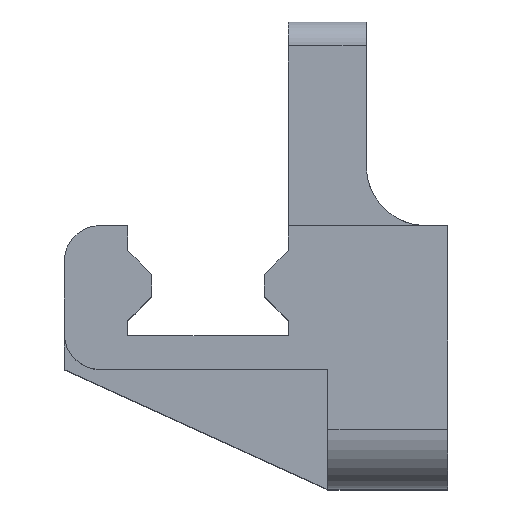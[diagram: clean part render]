
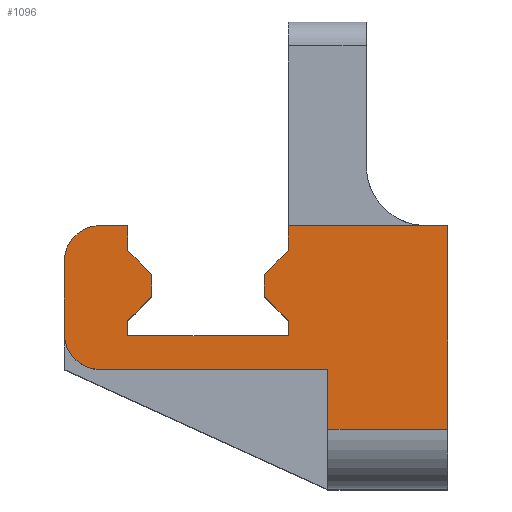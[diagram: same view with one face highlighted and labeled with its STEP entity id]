
A CAD part, top view. The second image highlights one B-rep face of the part: STEP entity #1096.
In plain terms, the highlighted planar face has unit normal (0, 0, 1).
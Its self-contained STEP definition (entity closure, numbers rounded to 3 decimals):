
#46=PLANE('',#1187);
#87=FACE_OUTER_BOUND('',#148,.T.);
#148=EDGE_LOOP('',(#847,#848,#849,#850,#851,#852,#853,#854,#855,#856,#857,
#858,#859,#860,#861,#862,#863,#864,#865,#866));
#209=LINE('',#1601,#332);
#232=LINE('',#1655,#355);
#252=LINE('',#1708,#375);
#254=LINE('',#1712,#377);
#255=LINE('',#1714,#378);
#256=LINE('',#1716,#379);
#257=LINE('',#1718,#380);
#258=LINE('',#1720,#381);
#259=LINE('',#1722,#382);
#260=LINE('',#1724,#383);
#261=LINE('',#1726,#384);
#262=LINE('',#1728,#385);
#263=LINE('',#1730,#386);
#264=LINE('',#1732,#387);
#265=LINE('',#1734,#388);
#266=LINE('',#1736,#389);
#267=LINE('',#1738,#390);
#268=LINE('',#1739,#391);
#332=VECTOR('',#1275,10.);
#355=VECTOR('',#1312,10.);
#375=VECTOR('',#1370,10.);
#377=VECTOR('',#1374,10.);
#378=VECTOR('',#1375,10.);
#379=VECTOR('',#1376,10.);
#380=VECTOR('',#1377,10.);
#381=VECTOR('',#1378,10.);
#382=VECTOR('',#1379,10.);
#383=VECTOR('',#1380,10.);
#384=VECTOR('',#1381,10.);
#385=VECTOR('',#1382,10.);
#386=VECTOR('',#1383,10.);
#387=VECTOR('',#1384,10.);
#388=VECTOR('',#1385,10.);
#389=VECTOR('',#1386,10.);
#390=VECTOR('',#1387,10.);
#391=VECTOR('',#1388,10.);
#443=CIRCLE('',#1158,3.);
#447=CIRCLE('',#1165,3.);
#478=VERTEX_POINT('',#1572);
#479=VERTEX_POINT('',#1573);
#491=VERTEX_POINT('',#1599);
#512=VERTEX_POINT('',#1645);
#515=VERTEX_POINT('',#1653);
#529=VERTEX_POINT('',#1707);
#530=VERTEX_POINT('',#1711);
#531=VERTEX_POINT('',#1713);
#532=VERTEX_POINT('',#1715);
#533=VERTEX_POINT('',#1717);
#534=VERTEX_POINT('',#1719);
#535=VERTEX_POINT('',#1721);
#536=VERTEX_POINT('',#1723);
#537=VERTEX_POINT('',#1725);
#538=VERTEX_POINT('',#1727);
#539=VERTEX_POINT('',#1729);
#540=VERTEX_POINT('',#1731);
#541=VERTEX_POINT('',#1733);
#542=VERTEX_POINT('',#1735);
#543=VERTEX_POINT('',#1737);
#581=EDGE_CURVE('',#478,#479,#443,.T.);
#595=EDGE_CURVE('',#478,#491,#209,.T.);
#617=EDGE_CURVE('',#512,#491,#447,.T.);
#622=EDGE_CURVE('',#512,#515,#232,.T.);
#648=EDGE_CURVE('',#529,#479,#252,.T.);
#650=EDGE_CURVE('',#515,#530,#254,.T.);
#651=EDGE_CURVE('',#531,#530,#255,.T.);
#652=EDGE_CURVE('',#531,#532,#256,.T.);
#653=EDGE_CURVE('',#532,#533,#257,.T.);
#654=EDGE_CURVE('',#533,#534,#258,.T.);
#655=EDGE_CURVE('',#534,#535,#259,.T.);
#656=EDGE_CURVE('',#535,#536,#260,.T.);
#657=EDGE_CURVE('',#536,#537,#261,.T.);
#658=EDGE_CURVE('',#537,#538,#262,.T.);
#659=EDGE_CURVE('',#538,#539,#263,.T.);
#660=EDGE_CURVE('',#539,#540,#264,.T.);
#661=EDGE_CURVE('',#540,#541,#265,.T.);
#662=EDGE_CURVE('',#541,#542,#266,.T.);
#663=EDGE_CURVE('',#542,#543,#267,.T.);
#664=EDGE_CURVE('',#543,#529,#268,.T.);
#847=ORIENTED_EDGE('',*,*,#581,.F.);
#848=ORIENTED_EDGE('',*,*,#595,.T.);
#849=ORIENTED_EDGE('',*,*,#617,.F.);
#850=ORIENTED_EDGE('',*,*,#622,.T.);
#851=ORIENTED_EDGE('',*,*,#650,.T.);
#852=ORIENTED_EDGE('',*,*,#651,.F.);
#853=ORIENTED_EDGE('',*,*,#652,.T.);
#854=ORIENTED_EDGE('',*,*,#653,.T.);
#855=ORIENTED_EDGE('',*,*,#654,.T.);
#856=ORIENTED_EDGE('',*,*,#655,.T.);
#857=ORIENTED_EDGE('',*,*,#656,.T.);
#858=ORIENTED_EDGE('',*,*,#657,.T.);
#859=ORIENTED_EDGE('',*,*,#658,.T.);
#860=ORIENTED_EDGE('',*,*,#659,.T.);
#861=ORIENTED_EDGE('',*,*,#660,.T.);
#862=ORIENTED_EDGE('',*,*,#661,.T.);
#863=ORIENTED_EDGE('',*,*,#662,.T.);
#864=ORIENTED_EDGE('',*,*,#663,.T.);
#865=ORIENTED_EDGE('',*,*,#664,.T.);
#866=ORIENTED_EDGE('',*,*,#648,.T.);
#1096=ADVANCED_FACE('',(#87),#46,.T.);
#1158=AXIS2_PLACEMENT_3D('',#1574,#1257,#1258);
#1165=AXIS2_PLACEMENT_3D('',#1646,#1303,#1304);
#1187=AXIS2_PLACEMENT_3D('',#1710,#1372,#1373);
#1257=DIRECTION('center_axis',(0.,0.,-1.));
#1258=DIRECTION('ref_axis',(-0.707,0.707,0.));
#1275=DIRECTION('',(0.,-1.,0.));
#1303=DIRECTION('center_axis',(0.,0.,-1.));
#1304=DIRECTION('ref_axis',(-0.707,-0.707,0.));
#1312=DIRECTION('',(1.,0.,0.));
#1370=DIRECTION('',(-1.,0.,0.));
#1372=DIRECTION('center_axis',(0.,0.,1.));
#1373=DIRECTION('ref_axis',(1.,0.,0.));
#1374=DIRECTION('',(0.,-1.,0.));
#1375=DIRECTION('',(-1.,0.,0.));
#1376=DIRECTION('',(0.,1.,0.));
#1377=DIRECTION('',(-1.,0.,0.));
#1378=DIRECTION('',(0.,-1.,0.));
#1379=DIRECTION('',(-0.707,-0.707,0.));
#1380=DIRECTION('',(0.,-1.,0.));
#1381=DIRECTION('',(0.707,-0.707,0.));
#1382=DIRECTION('',(0.,-1.,0.));
#1383=DIRECTION('',(-1.,0.,0.));
#1384=DIRECTION('',(0.,1.,0.));
#1385=DIRECTION('',(0.707,0.707,0.));
#1386=DIRECTION('',(0.,1.,0.));
#1387=DIRECTION('',(-0.707,0.707,0.));
#1388=DIRECTION('',(0.,1.,0.));
#1572=CARTESIAN_POINT('',(-12.,6.,0.));
#1573=CARTESIAN_POINT('',(-9.,9.,0.));
#1574=CARTESIAN_POINT('Origin',(-9.,6.,0.));
#1599=CARTESIAN_POINT('',(-12.,0.,0.));
#1601=CARTESIAN_POINT('',(-12.,6.,0.));
#1645=CARTESIAN_POINT('',(-9.,-3.,0.));
#1646=CARTESIAN_POINT('Origin',(-9.,0.,0.));
#1653=CARTESIAN_POINT('',(10.,-3.,0.));
#1655=CARTESIAN_POINT('',(-20.,-3.,0.));
#1707=CARTESIAN_POINT('',(-6.7,9.,0.));
#1708=CARTESIAN_POINT('',(20.,9.,0.));
#1710=CARTESIAN_POINT('Origin',(0.,3.,0.));
#1711=CARTESIAN_POINT('',(10.,-8.,0.));
#1712=CARTESIAN_POINT('',(10.,9.,0.));
#1713=CARTESIAN_POINT('',(20.,-8.,0.));
#1714=CARTESIAN_POINT('',(10.,-8.,0.));
#1715=CARTESIAN_POINT('',(20.,9.,0.));
#1716=CARTESIAN_POINT('',(20.,-3.,0.));
#1717=CARTESIAN_POINT('',(6.7,9.,0.));
#1718=CARTESIAN_POINT('',(20.,9.,0.));
#1719=CARTESIAN_POINT('',(6.7,6.917,0.));
#1720=CARTESIAN_POINT('',(6.7,11.294,0.));
#1721=CARTESIAN_POINT('',(4.7,4.917,0.));
#1722=CARTESIAN_POINT('',(6.7,6.917,0.));
#1723=CARTESIAN_POINT('',(4.7,3.083,0.));
#1724=CARTESIAN_POINT('',(4.7,4.917,0.));
#1725=CARTESIAN_POINT('',(6.7,1.083,0.));
#1726=CARTESIAN_POINT('',(4.7,3.083,0.));
#1727=CARTESIAN_POINT('',(6.7,-0.2,0.));
#1728=CARTESIAN_POINT('',(6.7,1.083,0.));
#1729=CARTESIAN_POINT('',(-6.7,-0.2,0.));
#1730=CARTESIAN_POINT('',(6.7,-0.2,0.));
#1731=CARTESIAN_POINT('',(-6.7,1.083,0.));
#1732=CARTESIAN_POINT('',(-6.7,-0.2,0.));
#1733=CARTESIAN_POINT('',(-4.7,3.083,0.));
#1734=CARTESIAN_POINT('',(-6.7,1.083,0.));
#1735=CARTESIAN_POINT('',(-4.7,4.917,0.));
#1736=CARTESIAN_POINT('',(-4.7,3.083,0.));
#1737=CARTESIAN_POINT('',(-6.7,6.917,0.));
#1738=CARTESIAN_POINT('',(-4.7,4.917,0.));
#1739=CARTESIAN_POINT('',(-6.7,6.917,0.));
